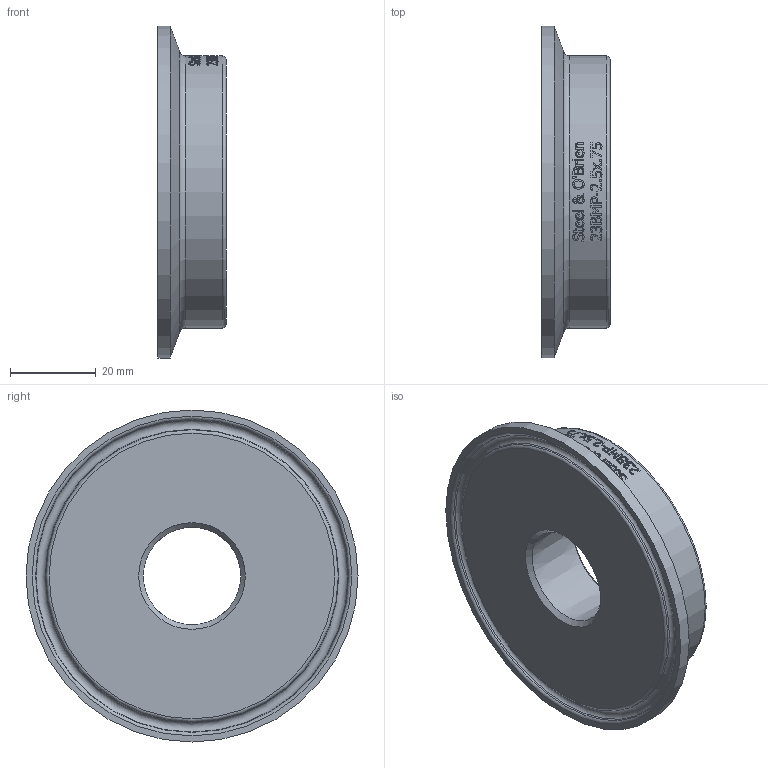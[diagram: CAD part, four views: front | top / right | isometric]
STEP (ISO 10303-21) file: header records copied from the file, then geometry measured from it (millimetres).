
FILE_DESCRIPTION(/* description */ (''),/* implementation_level */ '2;1');
FILE_NAME(/* name */ '23BMP-2.5X.75.ipt.stp',/* time_stamp */ '2019-05-02T16:16:05-04:00',/* author */ ('Engineering'),/* organization */ (''),/* preprocessor_version */ 'ST-DEVELOPER v15.2',/* originating_system */ 'Autodesk Inventor 2014',/* authorisation */ '');
FILE_SCHEMA (('AUTOMOTIVE_DESIGN { 1 0 10303 214 3 1 1 }'));
Length unit declared in the file: inch
Products named in the file (1): 23BMP-2.5X.75
Bounding box: 15.88 x 77.47 x 77.47 mm (x, y, z)
Volume: 49067.5 mm3; surface area: 12786.9 mm2
Topology: 1 solids, 1 shells, 438 faces, 1181 edges, 784 vertices
Faces by surface type: bspline 208, plane 179, cylinder 40, cone 6, torus 5
Full cylindrical faces by diameter (mm): 63.5 x1, 77.47 x1
Entity records: 17463 total; most frequent: CARTESIAN_POINT 7662, ORIENTED_EDGE 2336, DIRECTION 1438, EDGE_CURVE 1168, VERTEX_POINT 784, LINE 528, VECTOR 528, EDGE_LOOP 492
